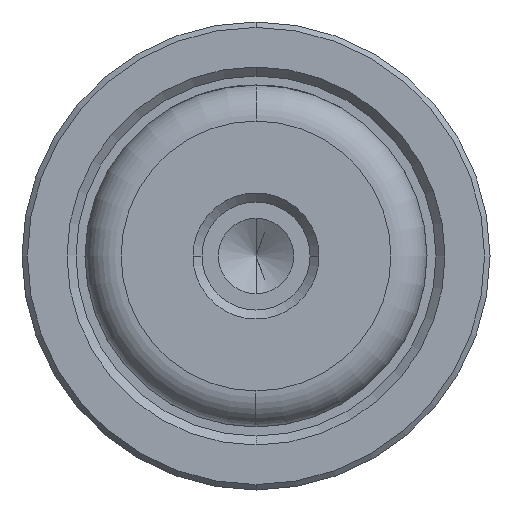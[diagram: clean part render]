
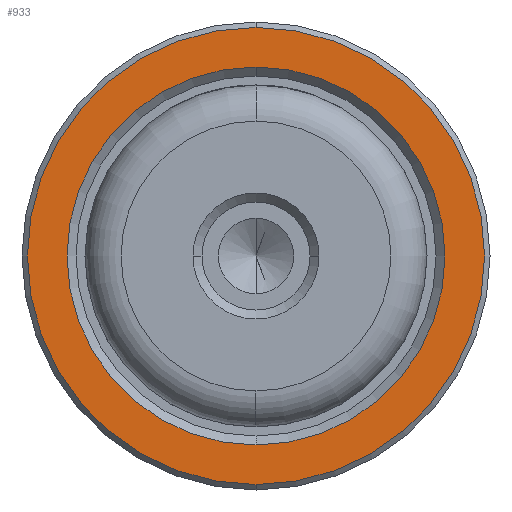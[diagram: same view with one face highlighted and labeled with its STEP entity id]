
A CAD part, left-side view. The second image highlights one B-rep face of the part: STEP entity #933.
In plain terms, the highlighted planar face has unit normal (-1, 0, 0).
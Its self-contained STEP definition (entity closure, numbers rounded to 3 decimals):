
#14 = CARTESIAN_POINT ( 'NONE',  ( 20., 0., -12.7 ) ) ;
#57 = CARTESIAN_POINT ( 'NONE',  ( 20., 0., 12.7 ) ) ;
#80 = CIRCLE ( 'NONE', #710, 12.7 ) ;
#248 = AXIS2_PLACEMENT_3D ( 'NONE', #1218, #488, #1768 ) ;
#257 = VERTEX_POINT ( 'NONE', #57 ) ;
#265 = AXIS2_PLACEMENT_3D ( 'NONE', #1912, #815, #2096 ) ;
#350 = EDGE_CURVE ( 'NONE', #1792, #381, #1546, .T. ) ;
#381 = VERTEX_POINT ( 'NONE', #1646 ) ;
#401 = VERTEX_POINT ( 'NONE', #14 ) ;
#404 = CARTESIAN_POINT ( 'NONE',  ( 20., 0., 0. ) ) ;
#411 = ORIENTED_EDGE ( 'NONE', *, *, #350, .T. ) ;
#488 = DIRECTION ( 'NONE',  ( -1., 0., 0. ) ) ;
#521 = EDGE_CURVE ( 'NONE', #257, #401, #80, .T. ) ;
#597 = DIRECTION ( 'NONE',  ( 0., 0., 1. ) ) ;
#704 = ORIENTED_EDGE ( 'NONE', *, *, #521, .T. ) ;
#710 = AXIS2_PLACEMENT_3D ( 'NONE', #1834, #739, #2028 ) ;
#722 = DIRECTION ( 'NONE',  ( 1., 0., 0. ) ) ;
#739 = DIRECTION ( 'NONE',  ( -1., 0., 0. ) ) ;
#815 = DIRECTION ( 'NONE',  ( 1., 0., 0. ) ) ;
#890 = FACE_BOUND ( 'NONE', #969, .T. ) ;
#933 = ADVANCED_FACE ( 'NONE', ( #1699, #890 ), #1590, .T. ) ;
#957 = CIRCLE ( 'NONE', #265, 10.5 ) ;
#969 = EDGE_LOOP ( 'NONE', ( #411, #2365 ) ) ;
#1191 = EDGE_CURVE ( 'NONE', #401, #257, #2259, .T. ) ;
#1218 = CARTESIAN_POINT ( 'NONE',  ( 20., -9.5, 0. ) ) ;
#1224 = ORIENTED_EDGE ( 'NONE', *, *, #1191, .T. ) ;
#1318 = EDGE_CURVE ( 'NONE', #381, #1792, #957, .T. ) ;
#1546 = CIRCLE ( 'NONE', #1732, 10.5 ) ;
#1590 = PLANE ( 'NONE',  #248 ) ;
#1637 = CARTESIAN_POINT ( 'NONE',  ( 20., 0., 10.5 ) ) ;
#1646 = CARTESIAN_POINT ( 'NONE',  ( 20., 0., -10.5 ) ) ;
#1669 = AXIS2_PLACEMENT_3D ( 'NONE', #404, #1691, #597 ) ;
#1691 = DIRECTION ( 'NONE',  ( -1., 0., 0. ) ) ;
#1699 = FACE_OUTER_BOUND ( 'NONE', #2199, .T. ) ;
#1732 = AXIS2_PLACEMENT_3D ( 'NONE', #1820, #722, #2009 ) ;
#1768 = DIRECTION ( 'NONE',  ( 0., 0., 1. ) ) ;
#1792 = VERTEX_POINT ( 'NONE', #1637 ) ;
#1820 = CARTESIAN_POINT ( 'NONE',  ( 20., 0., 0. ) ) ;
#1834 = CARTESIAN_POINT ( 'NONE',  ( 20., 0., 0. ) ) ;
#1912 = CARTESIAN_POINT ( 'NONE',  ( 20., 0., 0. ) ) ;
#2009 = DIRECTION ( 'NONE',  ( 0., 0., -1. ) ) ;
#2028 = DIRECTION ( 'NONE',  ( 0., 0., 1. ) ) ;
#2096 = DIRECTION ( 'NONE',  ( 0., 0., -1. ) ) ;
#2199 = EDGE_LOOP ( 'NONE', ( #1224, #704 ) ) ;
#2259 = CIRCLE ( 'NONE', #1669, 12.7 ) ;
#2365 = ORIENTED_EDGE ( 'NONE', *, *, #1318, .T. ) ;
